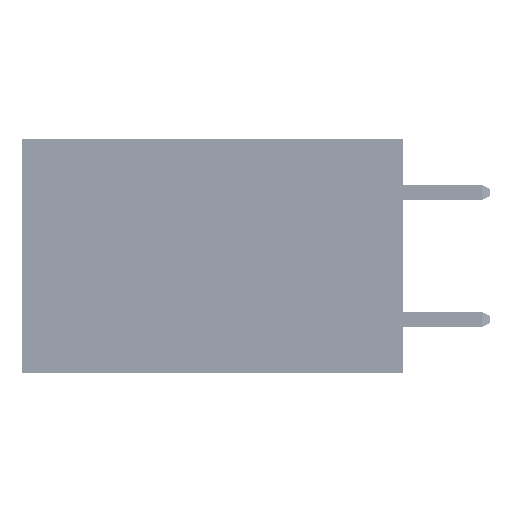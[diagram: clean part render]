
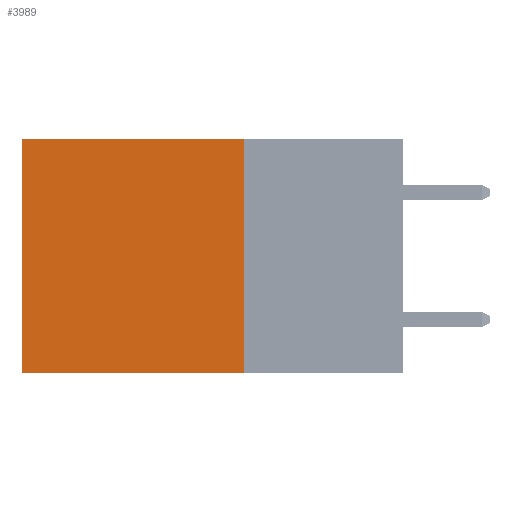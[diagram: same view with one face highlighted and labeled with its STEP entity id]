
A CAD part, left-side view. The second image highlights one B-rep face of the part: STEP entity #3989.
In plain terms, the highlighted planar face has unit normal (-1, 0, 0).
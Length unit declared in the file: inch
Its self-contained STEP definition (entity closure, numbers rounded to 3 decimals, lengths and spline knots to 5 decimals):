
#2162 = ORIENTED_EDGE ( 'NONE', *, *, #42565, .F. ) ;
#2734 = VECTOR ( 'NONE', #38015, 39.37008 ) ;
#3989 = ADVANCED_FACE ( 'NONE', ( #11734 ), #13847, .F. ) ;
#3996 = ORIENTED_EDGE ( 'NONE', *, *, #30389, .T. ) ;
#4694 = ORIENTED_EDGE ( 'NONE', *, *, #21986, .T. ) ;
#5359 = EDGE_LOOP ( 'NONE', ( #4694, #37462, #2162, #3996 ) ) ;
#5509 = VERTEX_POINT ( 'NONE', #25259 ) ;
#6519 = CARTESIAN_POINT ( 'NONE',  ( 0.2875, 0.25, -0.37 ) ) ;
#6648 = CARTESIAN_POINT ( 'NONE',  ( 0.2875, 0.25, 0. ) ) ;
#7725 = DIRECTION ( 'NONE',  ( 0., 0., -1. ) ) ;
#8948 = CARTESIAN_POINT ( 'NONE',  ( 0.2875, 0.25, 0. ) ) ;
#11734 = FACE_OUTER_BOUND ( 'NONE', #5359, .T. ) ;
#12696 = EDGE_CURVE ( 'NONE', #5509, #27919, #44420, .T. ) ;
#13847 = PLANE ( 'NONE',  #22237 ) ;
#13980 = LINE ( 'NONE', #19987, #20787 ) ;
#19987 = CARTESIAN_POINT ( 'NONE',  ( 0.2875, 0.6, 0. ) ) ;
#20093 = VECTOR ( 'NONE', #36479, 39.37008 ) ;
#20787 = VECTOR ( 'NONE', #36719, 39.37008 ) ;
#21986 = EDGE_CURVE ( 'NONE', #49070, #27919, #13980, .T. ) ;
#22237 = AXIS2_PLACEMENT_3D ( 'NONE', #49574, #46478, #7725 ) ;
#22737 = CARTESIAN_POINT ( 'NONE',  ( 0.2875, 0.6, 0. ) ) ;
#23434 = VECTOR ( 'NONE', #25801, 39.37008 ) ;
#25259 = CARTESIAN_POINT ( 'NONE',  ( 0.2875, 0.25, -0.37 ) ) ;
#25801 = DIRECTION ( 'NONE',  ( 0., 1., 0. ) ) ;
#27919 = VERTEX_POINT ( 'NONE', #51072 ) ;
#29403 = LINE ( 'NONE', #6648, #2734 ) ;
#30389 = EDGE_CURVE ( 'NONE', #47827, #49070, #41094, .T. ) ;
#34805 = CARTESIAN_POINT ( 'NONE',  ( 0.2875, 0.25, 0. ) ) ;
#36479 = DIRECTION ( 'NONE',  ( 0., 1., 0. ) ) ;
#36719 = DIRECTION ( 'NONE',  ( 0., 0., -1. ) ) ;
#37462 = ORIENTED_EDGE ( 'NONE', *, *, #12696, .F. ) ;
#38015 = DIRECTION ( 'NONE',  ( 0., 0., -1. ) ) ;
#41094 = LINE ( 'NONE', #8948, #20093 ) ;
#42565 = EDGE_CURVE ( 'NONE', #47827, #5509, #29403, .T. ) ;
#44420 = LINE ( 'NONE', #6519, #23434 ) ;
#46478 = DIRECTION ( 'NONE',  ( 1., 0., 0. ) ) ;
#47827 = VERTEX_POINT ( 'NONE', #34805 ) ;
#49070 = VERTEX_POINT ( 'NONE', #22737 ) ;
#49574 = CARTESIAN_POINT ( 'NONE',  ( 0.2875, 0.25, 0. ) ) ;
#51072 = CARTESIAN_POINT ( 'NONE',  ( 0.2875, 0.6, -0.37 ) ) ;
